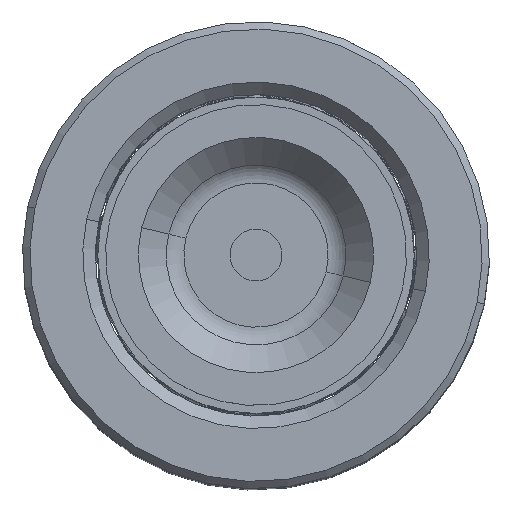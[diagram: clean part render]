
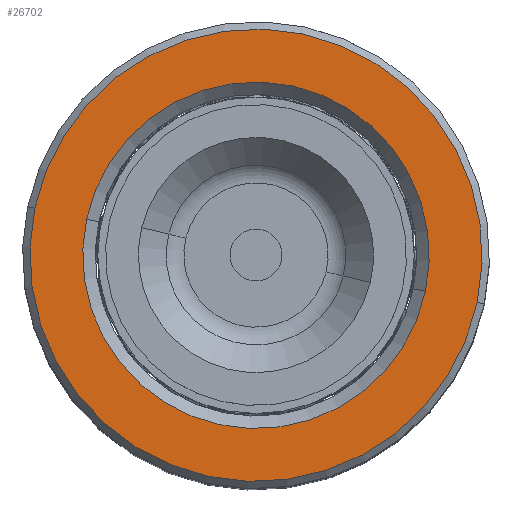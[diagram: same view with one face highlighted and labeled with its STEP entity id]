
A CAD part, top view. The second image highlights one B-rep face of the part: STEP entity #26702.
In plain terms, the highlighted planar face has unit normal (0, 0, 1).
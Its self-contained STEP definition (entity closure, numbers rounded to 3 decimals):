
#141 = DIRECTION ( 'NONE',  ( 1., 0., 0. ) ) ;
#199 = ORIENTED_EDGE ( 'NONE', *, *, #6293, .T. ) ;
#1738 = CARTESIAN_POINT ( 'NONE',  ( -16.7, 0., 80. ) ) ;
#2089 = AXIS2_PLACEMENT_3D ( 'NONE', #33260, #14066, #39904 ) ;
#3078 = CARTESIAN_POINT ( 'NONE',  ( 16.7, 0., 80. ) ) ;
#3251 = CARTESIAN_POINT ( 'NONE',  ( 0., 0., 80. ) ) ;
#5427 = EDGE_CURVE ( 'NONE', #15724, #28755, #33889, .T. ) ;
#5898 = AXIS2_PLACEMENT_3D ( 'NONE', #10401, #6842, #17068 ) ;
#6293 = EDGE_CURVE ( 'NONE', #10521, #21773, #9474, .T. ) ;
#6842 = DIRECTION ( 'NONE',  ( 0., 0., 1. ) ) ;
#7530 = DIRECTION ( 'NONE',  ( 0., 0., 1. ) ) ;
#9287 = FACE_OUTER_BOUND ( 'NONE', #39421, .T. ) ;
#9319 = AXIS2_PLACEMENT_3D ( 'NONE', #35341, #22741, #41867 ) ;
#9474 = CIRCLE ( 'NONE', #9319, 16.7 ) ;
#10401 = CARTESIAN_POINT ( 'NONE',  ( 0., 0., 80. ) ) ;
#10521 = VERTEX_POINT ( 'NONE', #1738 ) ;
#14066 = DIRECTION ( 'NONE',  ( 0., 0., -1. ) ) ;
#14682 = CIRCLE ( 'NONE', #5898, 21.8 ) ;
#15724 = VERTEX_POINT ( 'NONE', #31097 ) ;
#16452 = EDGE_CURVE ( 'NONE', #21773, #10521, #30610, .T. ) ;
#17068 = DIRECTION ( 'NONE',  ( 1., 0., 0. ) ) ;
#17441 = EDGE_LOOP ( 'NONE', ( #19393, #199 ) ) ;
#19393 = ORIENTED_EDGE ( 'NONE', *, *, #16452, .T. ) ;
#21773 = VERTEX_POINT ( 'NONE', #3078 ) ;
#21939 = AXIS2_PLACEMENT_3D ( 'NONE', #3251, #38757, #141 ) ;
#22438 = AXIS2_PLACEMENT_3D ( 'NONE', #27276, #7530, #27002 ) ;
#22741 = DIRECTION ( 'NONE',  ( 0., 0., -1. ) ) ;
#23061 = PLANE ( 'NONE',  #21939 ) ;
#25161 = ORIENTED_EDGE ( 'NONE', *, *, #5427, .T. ) ;
#26702 = ADVANCED_FACE ( 'NONE', ( #9287, #33738 ), #23061, .T. ) ;
#27002 = DIRECTION ( 'NONE',  ( 1., 0., 0. ) ) ;
#27276 = CARTESIAN_POINT ( 'NONE',  ( 0., 0., 80. ) ) ;
#28755 = VERTEX_POINT ( 'NONE', #30166 ) ;
#30166 = CARTESIAN_POINT ( 'NONE',  ( 21.8, 0., 80. ) ) ;
#30610 = CIRCLE ( 'NONE', #2089, 16.7 ) ;
#31097 = CARTESIAN_POINT ( 'NONE',  ( -21.8, 0., 80. ) ) ;
#32926 = EDGE_CURVE ( 'NONE', #28755, #15724, #14682, .T. ) ;
#33260 = CARTESIAN_POINT ( 'NONE',  ( 0., 0., 80. ) ) ;
#33738 = FACE_BOUND ( 'NONE', #17441, .T. ) ;
#33889 = CIRCLE ( 'NONE', #22438, 21.8 ) ;
#35341 = CARTESIAN_POINT ( 'NONE',  ( 0., 0., 80. ) ) ;
#38757 = DIRECTION ( 'NONE',  ( 0., 0., 1. ) ) ;
#39421 = EDGE_LOOP ( 'NONE', ( #25161, #41272 ) ) ;
#39904 = DIRECTION ( 'NONE',  ( 1., 0., 0. ) ) ;
#41272 = ORIENTED_EDGE ( 'NONE', *, *, #32926, .T. ) ;
#41867 = DIRECTION ( 'NONE',  ( 1., 0., 0. ) ) ;
